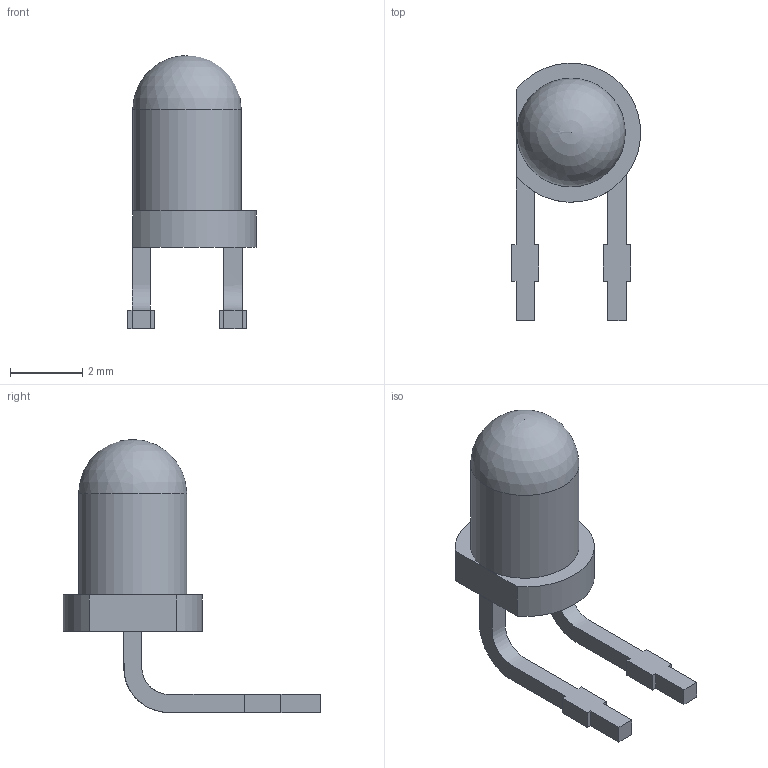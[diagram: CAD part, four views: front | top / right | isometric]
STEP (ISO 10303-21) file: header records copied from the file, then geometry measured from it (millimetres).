
FILE_DESCRIPTION(/* description */ (''),/* implementation_level */ '2;1');
FILE_NAME(/* name */ 'reciever.step',/* time_stamp */ '2019-10-28T00:30:32-04:00',/* author */ (''),/* organization */ (''),/* preprocessor_version */ 'ST-DEVELOPER v18',/* originating_system */ 'Autodesk Translation Framework v8.6.0.1094',/* authorisation */ '');
FILE_SCHEMA (('AUTOMOTIVE_DESIGN { 1 0 10303 214 3 1 1 }'));
Length unit declared in the file: millimetre
Products named in the file (4): Micromouse-gears-wheels; MicromouseV0.0.4; PCB Component; RECEIVER
Assembly tree (3 placements, depth 4):
  Micromouse-gears-wheels
    MicromouseV0.0.4
      PCB Component
        RECEIVER
Bounding box: 3.56 x 7.12 x 7.55 mm (x, y, z)
Surface area: 95.8 mm2 (no closed solid volume)
Topology: 0 solids, 3 shells, 33 faces, 97 edges, 66 vertices
Faces by surface type: plane 26, bspline 4, cylinder 2, sphere 1
Full cylindrical faces by diameter (mm): 3 x1
Entity records: 1709 total; most frequent: CARTESIAN_POINT 748, ORIENTED_EDGE 174, DIRECTION 166, EDGE_CURVE 96, LINE 82, VECTOR 82, VERTEX_POINT 66, AXIS2_PLACEMENT_3D 42
